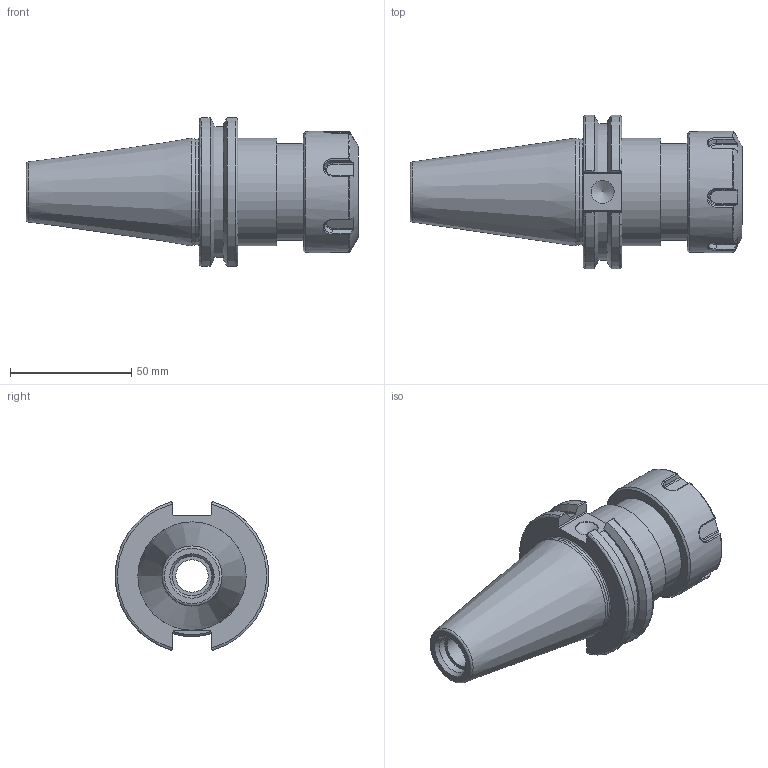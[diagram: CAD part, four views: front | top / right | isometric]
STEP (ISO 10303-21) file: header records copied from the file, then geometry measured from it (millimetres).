
FILE_DESCRIPTION(/* description */ (''),/* implementation_level */ '2;1');
FILE_NAME(/* name */ 'BK234B25.stp',/* time_stamp */ '2025-02-10T10:22:46+09:00',/* author */ ('eos'),/* organization */ (''),/* preprocessor_version */ 'ST-DEVELOPER v20',/* originating_system */ 'Autodesk Inventor 2025',/* authorisation */ '');
FILE_SCHEMA (('AUTOMOTIVE_DESIGN { 1 0 10303 214 3 1 1 }'));
Length unit declared in the file: millimetre
Products named in the file (3): LO-CAT40-ER11-3.00; CAT50; ER32NUT
Assembly tree (2 placements, depth 2):
  LO-CAT40-ER11-3.00
    CAT50
    ER32NUT
Bounding box: 136.83 x 63.26 x 61.09 mm (x, y, z)
Volume: 137710.9 mm3; surface area: 37610.9 mm2
Topology: 2 solids, 2 shells, 143 faces, 359 edges, 228 vertices
Faces by surface type: plane 64, cylinder 33, cone 21, torus 19, bspline 6
Full cylindrical faces by diameter (mm): 1 x1, 9.525 x1, 13.386 x1, 16.3 x1, 20.498 x1, 23.5 x1, 27.1 x1, 31.4 x1, 33.8 x1, 38.6 x1, 40 x1, 40.5 x1, 43.6 x1, 44.45 x1, 50 x1
Entity records: 5491 total; most frequent: CARTESIAN_POINT 2007, ORIENTED_EDGE 714, DIRECTION 648, EDGE_CURVE 357, AXIS2_PLACEMENT_3D 247, VERTEX_POINT 228, EDGE_LOOP 157, LINE 154
